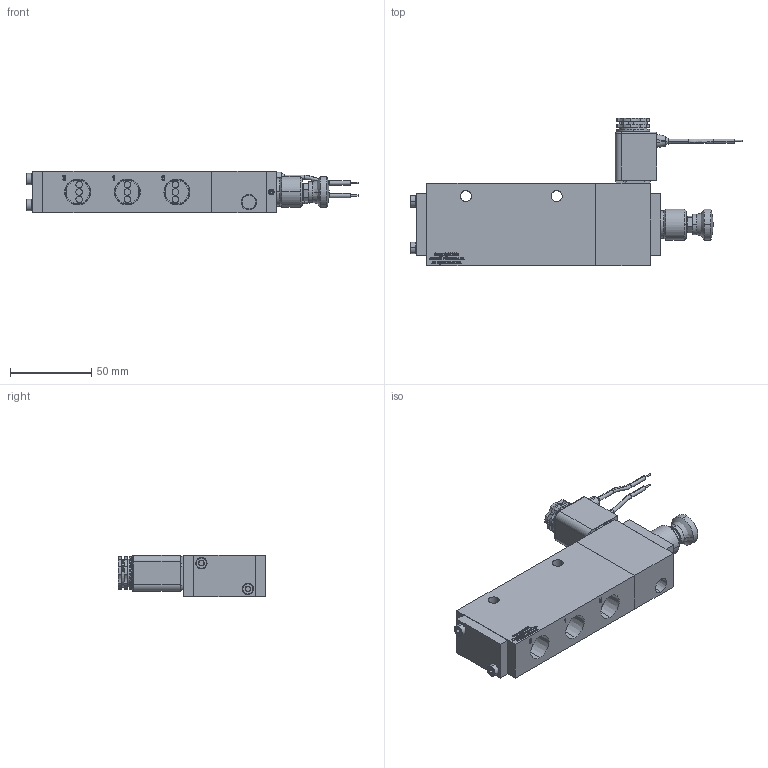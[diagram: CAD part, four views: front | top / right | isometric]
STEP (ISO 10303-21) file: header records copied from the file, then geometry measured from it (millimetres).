
FILE_DESCRIPTION (( 'STEP AP214' ), '1' );
FILE_NAME ('V38505E912-DAL-VALVE-.38-NPT-5-2-SR-PPSOL-12DC.STEP', '2021-07-30T12:31:06', ( '' ), ( '' ), 'SwSTEP 2.0', 'SolidWorks 2018', '' );
FILE_SCHEMA (( 'AUTOMOTIVE_DESIGN' ));
Length unit declared in the file: inch
Products named in the file (1): V38505E912-DAL-VALVE-.38-NPT-5-2-SR-PPSOL-12DC
Bounding box: 204.17 x 90.9 x 25.43 mm (x, y, z)
Volume: 201372.2 mm3; surface area: 38974.8 mm2
Topology: 3 solids, 3 shells, 2084 faces, 5386 edges, 3505 vertices
Faces by surface type: plane 1081, bspline 665, cylinder 234, cone 104
Entity records: 120680 total; most frequent: CARTESIAN_POINT 47194, ORIENTED_EDGE 10760, DIRECTION 7346, EDGE_CURVE 5380, VERTEX_POINT 3505, LINE 3296, VECTOR 3296, EDGE_LOOP 2305
